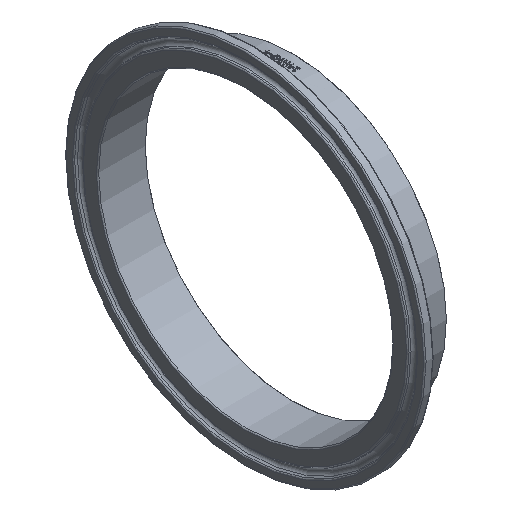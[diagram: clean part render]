
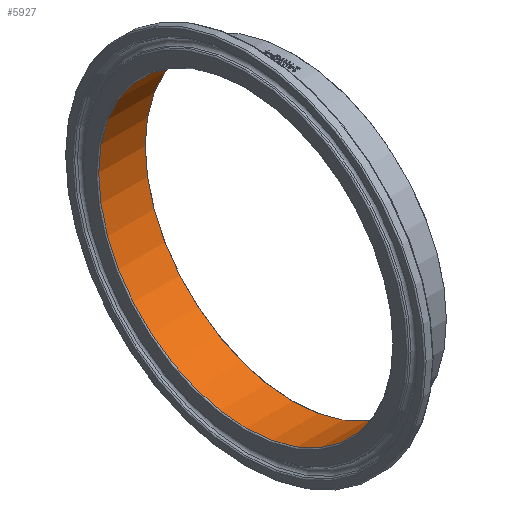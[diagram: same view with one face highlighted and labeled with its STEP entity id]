
A CAD part, isometric view. The second image highlights one B-rep face of the part: STEP entity #5927.
In plain terms, the highlighted cylindrical face has radius 48.692 mm (diameter 97.384 mm), a full revolution.
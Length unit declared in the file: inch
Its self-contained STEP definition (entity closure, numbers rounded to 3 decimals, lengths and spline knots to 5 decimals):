
#107=FACE_BOUND('',#1350,.T.);
#981=FACE_OUTER_BOUND('',#1349,.T.);
#1349=EDGE_LOOP('',(#5516));
#1350=EDGE_LOOP('',(#5517));
#1529=CIRCLE('',#6328,1.917);
#1531=CIRCLE('',#6332,1.917);
#2927=VERTEX_POINT('',#12783);
#2929=VERTEX_POINT('',#12789);
#3797=EDGE_CURVE('',#2927,#2927,#1529,.T.);
#3799=EDGE_CURVE('',#2929,#2929,#1531,.T.);
#5516=ORIENTED_EDGE('',*,*,#3799,.F.);
#5517=ORIENTED_EDGE('',*,*,#3797,.F.);
#5584=CYLINDRICAL_SURFACE('',#6331,1.917);
#5927=ADVANCED_FACE('',(#981,#107),#5584,.F.);
#6328=AXIS2_PLACEMENT_3D('',#12784,#7532,#7533);
#6331=AXIS2_PLACEMENT_3D('',#12788,#7538,#7539);
#6332=AXIS2_PLACEMENT_3D('',#12790,#7540,#7541);
#7532=DIRECTION('center_axis',(-1.,0.,0.));
#7533=DIRECTION('ref_axis',(0.,-1.,0.));
#7538=DIRECTION('center_axis',(1.,0.,0.));
#7539=DIRECTION('ref_axis',(0.,1.,0.));
#7540=DIRECTION('center_axis',(1.,0.,0.));
#7541=DIRECTION('ref_axis',(0.,-1.,0.));
#12783=CARTESIAN_POINT('',(0.62,1.917,0.));
#12784=CARTESIAN_POINT('Origin',(0.62,0.,0.));
#12788=CARTESIAN_POINT('Origin',(0.328,0.,0.));
#12789=CARTESIAN_POINT('',(0.015,1.917,0.));
#12790=CARTESIAN_POINT('Origin',(0.015,0.,0.));
